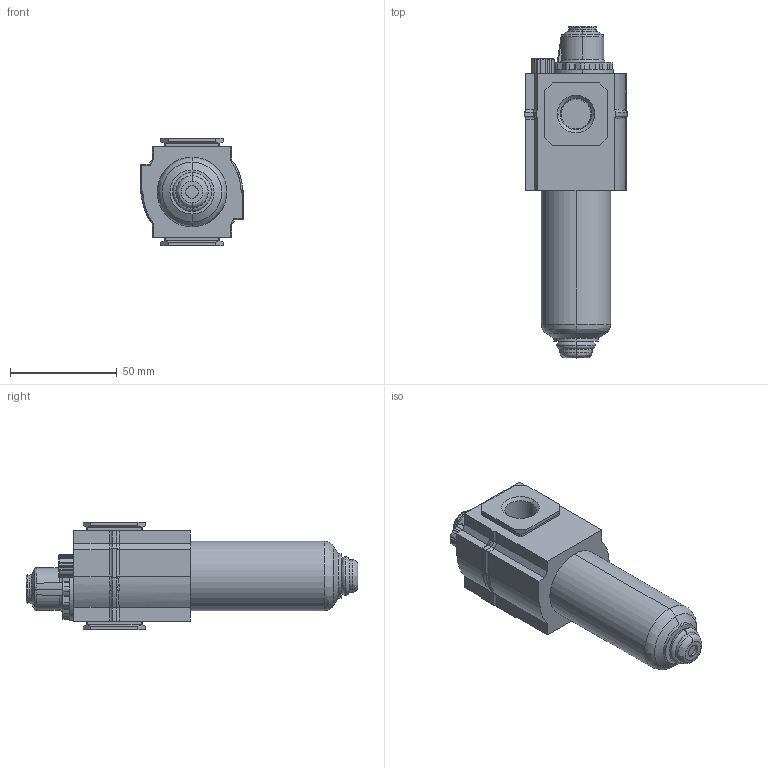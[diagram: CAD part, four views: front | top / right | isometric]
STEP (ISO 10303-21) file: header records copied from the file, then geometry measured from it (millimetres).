
FILE_DESCRIPTION (( 'STEP AP214' ), '1' );
FILE_NAME ('Norgren-L72C-3AP-ETN.STEP', '2020-12-08T21:56:28', ( '' ), ( '' ), 'SwSTEP 2.0', 'SolidWorks 2020', '' );
FILE_SCHEMA (( 'AUTOMOTIVE_DESIGN' ));
Length unit declared in the file: millimetre
Products named in the file (8): L72_ss_08_E; L72_ss_16; L72_ss_74; L_72t_E; L72_ss_54; L_72-3_w; Norgren-L72C-3AP-ETN; L72_ss_14
Assembly tree (7 placements, depth 3):
  Norgren-L72C-3AP-ETN
    L_72t_E
      L72_ss_08_E
      L72_ss_16
    L_72-3_w
      L72_ss_54
      L72_ss_14
      L72_ss_74
Bounding box: 48.4 x 155.4 x 50.25 mm (x, y, z)
Volume: 162112.1 mm3; surface area: 28467.8 mm2
Topology: 5 solids, 8 shells, 298 faces, 730 edges, 457 vertices
Faces by surface type: plane 123, cylinder 103, bspline 70, torus 2
Entity records: 11500 total; most frequent: CARTESIAN_POINT 3970, ORIENTED_EDGE 1452, DIRECTION 1355, EDGE_CURVE 726, AXIS2_PLACEMENT_3D 470, VERTEX_POINT 457, VECTOR 415, LINE 415
